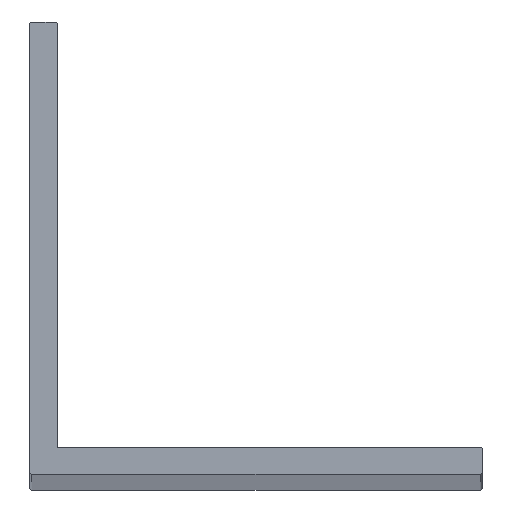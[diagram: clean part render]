
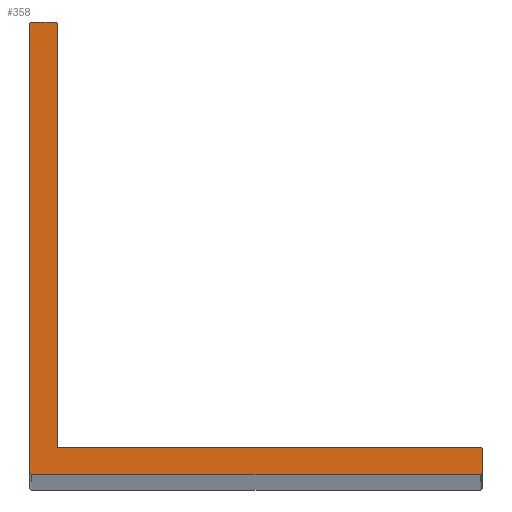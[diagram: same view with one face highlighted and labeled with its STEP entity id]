
A CAD part, top view. The second image highlights one B-rep face of the part: STEP entity #358.
In plain terms, the highlighted planar face has unit normal (0, 0, 1).
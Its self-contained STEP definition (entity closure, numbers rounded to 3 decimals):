
#1 = CARTESIAN_POINT ( 'NONE',  ( 2.8, 50., 1000. ) ) ;
#7 = LINE ( 'NONE', #322, #262 ) ;
#9 = AXIS2_PLACEMENT_3D ( 'NONE', #79, #149, #228 ) ;
#13 = DIRECTION ( 'NONE',  ( -1., 0., 0. ) ) ;
#15 = EDGE_CURVE ( 'NONE', #381, #58, #208, .T. ) ;
#17 = VERTEX_POINT ( 'NONE', #296 ) ;
#18 = AXIS2_PLACEMENT_3D ( 'NONE', #96, #24, #456 ) ;
#20 = DIRECTION ( 'NONE',  ( 0., -1., 0. ) ) ;
#24 = DIRECTION ( 'NONE',  ( 0., 0., 1. ) ) ;
#25 = VECTOR ( 'NONE', #20, 1000. ) ;
#27 = CARTESIAN_POINT ( 'NONE',  ( 49.8, 3., 1000. ) ) ;
#34 = AXIS2_PLACEMENT_3D ( 'NONE', #116, #120, #415 ) ;
#36 = DIRECTION ( 'NONE',  ( 0., -1., 0. ) ) ;
#38 = DIRECTION ( 'NONE',  ( 0., 0., 1. ) ) ;
#39 = VERTEX_POINT ( 'NONE', #281 ) ;
#44 = CARTESIAN_POINT ( 'NONE',  ( 50., 0.2, 1000. ) ) ;
#49 = VERTEX_POINT ( 'NONE', #390 ) ;
#52 = VERTEX_POINT ( 'NONE', #458 ) ;
#53 = CIRCLE ( 'NONE', #109, 0.2 ) ;
#55 = VECTOR ( 'NONE', #295, 1000. ) ;
#58 = VERTEX_POINT ( 'NONE', #27 ) ;
#62 = DIRECTION ( 'NONE',  ( 0., -1., 0. ) ) ;
#67 = DIRECTION ( 'NONE',  ( -1., 0., 0. ) ) ;
#71 = EDGE_CURVE ( 'NONE', #39, #110, #88, .T. ) ;
#76 = EDGE_LOOP ( 'NONE', ( #259, #360, #438, #182, #214, #285, #87, #290, #233, #329, #269 ) ) ;
#79 = CARTESIAN_POINT ( 'NONE',  ( 49.8, 2.8, 1000. ) ) ;
#85 = VERTEX_POINT ( 'NONE', #428 ) ;
#87 = ORIENTED_EDGE ( 'NONE', *, *, #115, .T. ) ;
#88 = CIRCLE ( 'NONE', #18, 0.2 ) ;
#96 = CARTESIAN_POINT ( 'NONE',  ( 0.2, 49.8, 1000. ) ) ;
#100 = CARTESIAN_POINT ( 'NONE',  ( 3., 0., 1000. ) ) ;
#103 = CARTESIAN_POINT ( 'NONE',  ( 49.8, 0.2, 1000. ) ) ;
#105 = LINE ( 'NONE', #325, #202 ) ;
#107 = DIRECTION ( 'NONE',  ( -1., 0., 0. ) ) ;
#109 = AXIS2_PLACEMENT_3D ( 'NONE', #160, #243, #67 ) ;
#110 = VERTEX_POINT ( 'NONE', #241 ) ;
#115 = EDGE_CURVE ( 'NONE', #17, #267, #53, .T. ) ;
#116 = CARTESIAN_POINT ( 'NONE',  ( 0.2, 0.2, 1000. ) ) ;
#118 = PLANE ( 'NONE',  #232 ) ;
#120 = DIRECTION ( 'NONE',  ( 0., 0., 1. ) ) ;
#139 = LINE ( 'NONE', #284, #25 ) ;
#149 = DIRECTION ( 'NONE',  ( 0., 0., 1. ) ) ;
#150 = FACE_OUTER_BOUND ( 'NONE', #76, .T. ) ;
#153 = EDGE_CURVE ( 'NONE', #17, #49, #423, .T. ) ;
#160 = CARTESIAN_POINT ( 'NONE',  ( 2.8, 49.8, 1000. ) ) ;
#171 = VECTOR ( 'NONE', #406, 1000. ) ;
#174 = EDGE_CURVE ( 'NONE', #110, #52, #7, .T. ) ;
#182 = ORIENTED_EDGE ( 'NONE', *, *, #15, .T. ) ;
#185 = LINE ( 'NONE', #261, #171 ) ;
#190 = EDGE_CURVE ( 'NONE', #247, #300, #400, .T. ) ;
#202 = VECTOR ( 'NONE', #441, 1000. ) ;
#208 = CIRCLE ( 'NONE', #9, 0.2 ) ;
#214 = ORIENTED_EDGE ( 'NONE', *, *, #387, .F. ) ;
#222 = CARTESIAN_POINT ( 'NONE',  ( 0., 0., 1000. ) ) ;
#227 = LINE ( 'NONE', #268, #55 ) ;
#228 = DIRECTION ( 'NONE',  ( -1., 0., 0. ) ) ;
#229 = CARTESIAN_POINT ( 'NONE',  ( 50., 2.8, 1000. ) ) ;
#232 = AXIS2_PLACEMENT_3D ( 'NONE', #222, #371, #13 ) ;
#233 = ORIENTED_EDGE ( 'NONE', *, *, #71, .T. ) ;
#241 = CARTESIAN_POINT ( 'NONE',  ( 0., 49.8, 1000. ) ) ;
#243 = DIRECTION ( 'NONE',  ( 0., 0., 1. ) ) ;
#245 = EDGE_CURVE ( 'NONE', #39, #267, #105, .T. ) ;
#247 = VERTEX_POINT ( 'NONE', #402 ) ;
#259 = ORIENTED_EDGE ( 'NONE', *, *, #314, .T. ) ;
#261 = CARTESIAN_POINT ( 'NONE',  ( 0., 0., 1000. ) ) ;
#262 = VECTOR ( 'NONE', #36, 1000. ) ;
#267 = VERTEX_POINT ( 'NONE', #1 ) ;
#268 = CARTESIAN_POINT ( 'NONE',  ( 0., 3., 1000. ) ) ;
#269 = ORIENTED_EDGE ( 'NONE', *, *, #343, .T. ) ;
#276 = EDGE_CURVE ( 'NONE', #381, #300, #139, .T. ) ;
#281 = CARTESIAN_POINT ( 'NONE',  ( 0.2, 50., 1000. ) ) ;
#284 = CARTESIAN_POINT ( 'NONE',  ( 50., 3., 1000. ) ) ;
#285 = ORIENTED_EDGE ( 'NONE', *, *, #153, .F. ) ;
#290 = ORIENTED_EDGE ( 'NONE', *, *, #245, .F. ) ;
#295 = DIRECTION ( 'NONE',  ( 1., 0., 0. ) ) ;
#296 = CARTESIAN_POINT ( 'NONE',  ( 3., 49.8, 1000. ) ) ;
#300 = VERTEX_POINT ( 'NONE', #44 ) ;
#314 = EDGE_CURVE ( 'NONE', #85, #247, #185, .T. ) ;
#321 = AXIS2_PLACEMENT_3D ( 'NONE', #103, #38, #107 ) ;
#322 = CARTESIAN_POINT ( 'NONE',  ( 0., 0., 1000. ) ) ;
#325 = CARTESIAN_POINT ( 'NONE',  ( 0., 50., 1000. ) ) ;
#329 = ORIENTED_EDGE ( 'NONE', *, *, #174, .T. ) ;
#343 = EDGE_CURVE ( 'NONE', #52, #85, #380, .T. ) ;
#358 = ADVANCED_FACE ( 'NONE', ( #150 ), #118, .F. ) ;
#360 = ORIENTED_EDGE ( 'NONE', *, *, #190, .T. ) ;
#371 = DIRECTION ( 'NONE',  ( 0., 0., -1. ) ) ;
#380 = CIRCLE ( 'NONE', #34, 0.2 ) ;
#381 = VERTEX_POINT ( 'NONE', #229 ) ;
#387 = EDGE_CURVE ( 'NONE', #49, #58, #227, .T. ) ;
#390 = CARTESIAN_POINT ( 'NONE',  ( 3., 3., 1000. ) ) ;
#400 = CIRCLE ( 'NONE', #321, 0.2 ) ;
#402 = CARTESIAN_POINT ( 'NONE',  ( 49.8, 0., 1000. ) ) ;
#406 = DIRECTION ( 'NONE',  ( 1., 0., 0. ) ) ;
#415 = DIRECTION ( 'NONE',  ( -1., 0., 0. ) ) ;
#423 = LINE ( 'NONE', #100, #449 ) ;
#428 = CARTESIAN_POINT ( 'NONE',  ( 0.2, 0., 1000. ) ) ;
#438 = ORIENTED_EDGE ( 'NONE', *, *, #276, .F. ) ;
#441 = DIRECTION ( 'NONE',  ( 1., 0., 0. ) ) ;
#449 = VECTOR ( 'NONE', #62, 1000. ) ;
#456 = DIRECTION ( 'NONE',  ( -1., 0., 0. ) ) ;
#458 = CARTESIAN_POINT ( 'NONE',  ( 0., 0.2, 1000. ) ) ;
